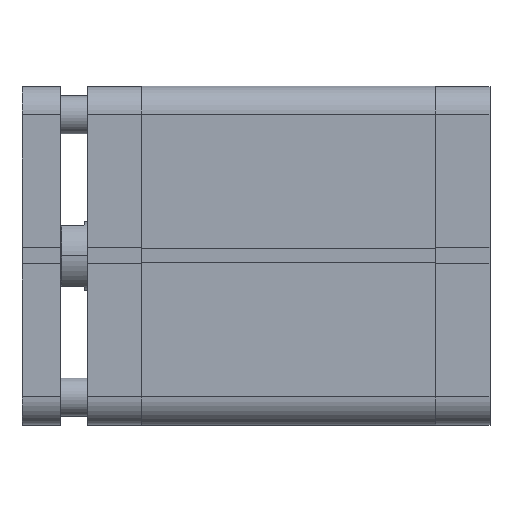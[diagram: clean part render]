
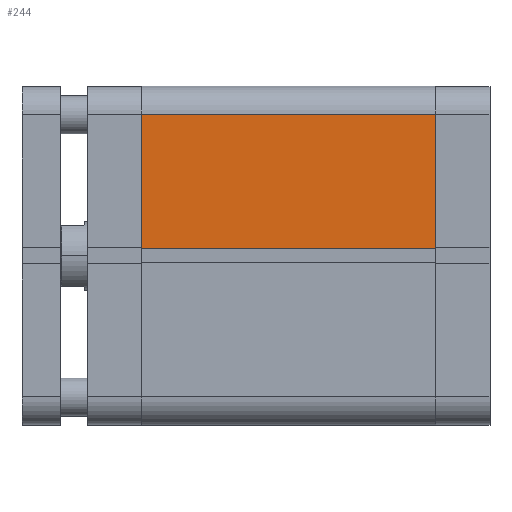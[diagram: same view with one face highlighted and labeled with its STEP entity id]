
A CAD part, top view. The second image highlights one B-rep face of the part: STEP entity #244.
In plain terms, the highlighted face is planar.
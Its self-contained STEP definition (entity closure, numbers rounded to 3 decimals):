
#244 = ADVANCED_FACE ( 'NONE', ( #4170 ), #5038, .T. ) ;
#1207 = ORIENTED_EDGE ( 'NONE', *, *, #3160, .T. ) ;
#1208 = ORIENTED_EDGE ( 'NONE', *, *, #3155, .T. ) ;
#1209 = ORIENTED_EDGE ( 'NONE', *, *, #3164, .F. ) ;
#1210 = ORIENTED_EDGE ( 'NONE', *, *, #3165, .F. ) ;
#2155 = AXIS2_PLACEMENT_3D ( 'NONE', #5041, #5050, #5051 ) ;
#2448 = EDGE_LOOP ( 'NONE', ( #1210, #1209, #1208, #1207 ) ) ;
#3155 = EDGE_CURVE ( 'NONE', #7413, #7369, #3481, .T. ) ;
#3160 = EDGE_CURVE ( 'NONE', #7369, #7418, #3495, .T. ) ;
#3164 = EDGE_CURVE ( 'NONE', #7413, #7370, #3501, .T. ) ;
#3165 = EDGE_CURVE ( 'NONE', #7370, #7418, #3509, .T. ) ;
#3481 = LINE ( 'NONE', #6234, #3491 ) ;
#3491 = VECTOR ( 'NONE', #6238, 1000. ) ;
#3495 = LINE ( 'NONE', #6245, #3500 ) ;
#3500 = VECTOR ( 'NONE', #6249, 1000. ) ;
#3501 = LINE ( 'NONE', #6252, #3507 ) ;
#3507 = VECTOR ( 'NONE', #6257, 1000. ) ;
#3509 = LINE ( 'NONE', #6258, #3510 ) ;
#3510 = VECTOR ( 'NONE', #6259, 1000. ) ;
#4170 = FACE_OUTER_BOUND ( 'NONE', #2448, .T. ) ;
#5038 = PLANE ( 'NONE',  #2155 ) ;
#5041 = CARTESIAN_POINT ( 'NONE',  ( -51.5, 62., -107.5 ) ) ;
#5050 = DIRECTION ( 'NONE',  ( 0., 1., 0. ) ) ;
#5051 = DIRECTION ( 'NONE',  ( 0., 0., 1. ) ) ;
#6234 = CARTESIAN_POINT ( 'NONE',  ( -51.5, 62., -107.5 ) ) ;
#6238 = DIRECTION ( 'NONE',  ( -1., 0., 0. ) ) ;
#6245 = CARTESIAN_POINT ( 'NONE',  ( -51.5, 62., -107.5 ) ) ;
#6249 = DIRECTION ( 'NONE',  ( 0., 0., 1. ) ) ;
#6252 = CARTESIAN_POINT ( 'NONE',  ( -2.6, 62., -107.5 ) ) ;
#6257 = DIRECTION ( 'NONE',  ( 0., 0., 1. ) ) ;
#6258 = CARTESIAN_POINT ( 'NONE',  ( -51.5, 62., 0. ) ) ;
#6259 = DIRECTION ( 'NONE',  ( -1., 0., 0. ) ) ;
#6808 = CARTESIAN_POINT ( 'NONE',  ( -51.5, 62., -107.5 ) ) ;
#6809 = CARTESIAN_POINT ( 'NONE',  ( -2.6, 62., 0. ) ) ;
#6852 = CARTESIAN_POINT ( 'NONE',  ( -2.6, 62., -107.5 ) ) ;
#6857 = CARTESIAN_POINT ( 'NONE',  ( -51.5, 62., 0. ) ) ;
#7369 = VERTEX_POINT ( 'NONE', #6808 ) ;
#7370 = VERTEX_POINT ( 'NONE', #6809 ) ;
#7413 = VERTEX_POINT ( 'NONE', #6852 ) ;
#7418 = VERTEX_POINT ( 'NONE', #6857 ) ;
